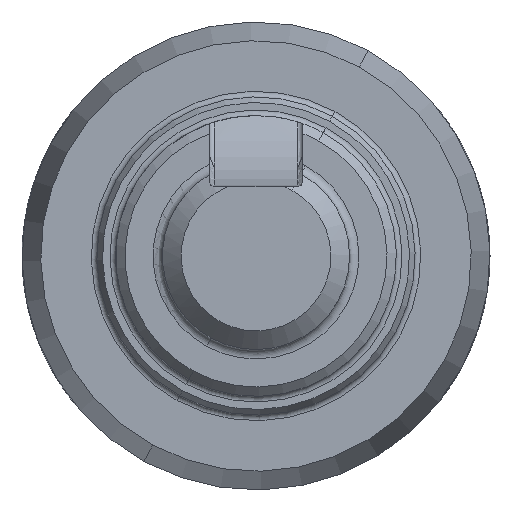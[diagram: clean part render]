
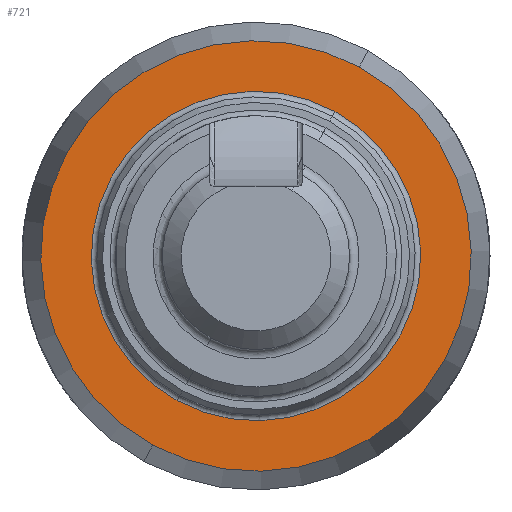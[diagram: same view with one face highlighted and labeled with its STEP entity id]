
A CAD part, front view. The second image highlights one B-rep face of the part: STEP entity #721.
In plain terms, the highlighted planar face has unit normal (0, -1, 0).
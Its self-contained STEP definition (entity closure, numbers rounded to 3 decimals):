
#389=CARTESIAN_POINT('Vertex',(5.513,-23.5,10.092)) ;
#392=CARTESIAN_POINT('Axis2P3D Location',(0.,-23.5,0.)) ;
#396=CARTESIAN_POINT('Vertex',(-5.513,-23.5,-10.092)) ;
#416=CARTESIAN_POINT('Axis2P3D Location',(0.,-23.5,0.)) ;
#433=CARTESIAN_POINT('Axis2P3D Location',(0.,-23.5,0.)) ;
#437=CARTESIAN_POINT('Vertex',(4.219,-23.5,7.723)) ;
#439=CARTESIAN_POINT('Vertex',(-4.219,-23.5,-7.723)) ;
#468=CARTESIAN_POINT('Axis2P3D Location',(0.,-23.5,0.)) ;
#708=CARTESIAN_POINT('Axis2P3D Location',(0.,-23.5,8.8)) ;
#393=DIRECTION('Axis2P3D Direction',(0.,1.,0.)) ;
#417=DIRECTION('Axis2P3D Direction',(0.,1.,0.)) ;
#434=DIRECTION('Axis2P3D Direction',(0.,1.,0.)) ;
#469=DIRECTION('Axis2P3D Direction',(0.,1.,0.)) ;
#709=DIRECTION('Axis2P3D Direction',(0.,1.,0.)) ;
#710=DIRECTION('Axis2P3D XDirection',(1.,-0.,0.)) ;
#394=AXIS2_PLACEMENT_3D('Circle Axis2P3D',#392,#393,$) ;
#418=AXIS2_PLACEMENT_3D('Circle Axis2P3D',#416,#417,$) ;
#435=AXIS2_PLACEMENT_3D('Circle Axis2P3D',#433,#434,$) ;
#470=AXIS2_PLACEMENT_3D('Circle Axis2P3D',#468,#469,$) ;
#711=AXIS2_PLACEMENT_3D('Plane Axis2P3D',#708,#709,#710) ;
#714=ORIENTED_EDGE('',*,*,#398,.F.) ;
#715=ORIENTED_EDGE('',*,*,#420,.F.) ;
#718=ORIENTED_EDGE('',*,*,#472,.T.) ;
#719=ORIENTED_EDGE('',*,*,#441,.T.) ;
#720=FACE_BOUND('',#717,.T.) ;
#721=ADVANCED_FACE('PartBody',(#716,#720),#712,.F.) ;
#395=CIRCLE('generated circle',#394,11.5) ;
#419=CIRCLE('generated circle',#418,11.5) ;
#436=CIRCLE('generated circle',#435,8.8) ;
#471=CIRCLE('generated circle',#470,8.8) ;
#398=EDGE_CURVE('',#390,#397,#395,.T.) ;
#420=EDGE_CURVE('',#397,#390,#419,.T.) ;
#441=EDGE_CURVE('',#438,#440,#436,.T.) ;
#472=EDGE_CURVE('',#440,#438,#471,.T.) ;
#713=EDGE_LOOP('',(#714,#715)) ;
#717=EDGE_LOOP('',(#718,#719)) ;
#716=FACE_OUTER_BOUND('',#713,.T.) ;
#712=PLANE('',#711) ;
#390=VERTEX_POINT('',#389) ;
#397=VERTEX_POINT('',#396) ;
#438=VERTEX_POINT('',#437) ;
#440=VERTEX_POINT('',#439) ;
